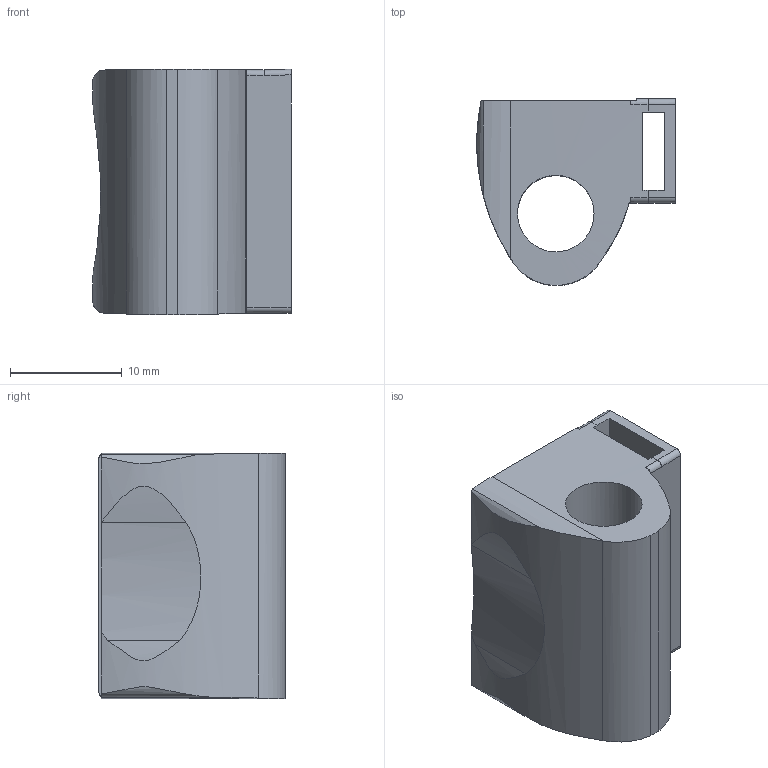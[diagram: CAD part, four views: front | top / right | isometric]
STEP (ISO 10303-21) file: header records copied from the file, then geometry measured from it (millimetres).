
FILE_DESCRIPTION(/* description */ (''),/* implementation_level */ '2;1');
FILE_NAME(/* name */ '940ddfb3-e3af-4080-8fb2-9d463b5cf946.stp',/* time_stamp */ '2022-03-10T07:47:19+00:00',/* author */ (''),/* organization */ (''),/* preprocessor_version */ 'ST-DEVELOPER v18.1',/* originating_system */ 'Autodesk Translation Framework v10.14.0.1471',/* authorisation */ '');
FILE_SCHEMA (('AUTOMOTIVE_DESIGN { 1 0 10303 214 3 1 1 }'));
Length unit declared in the file: millimetre
Products named in the file (1): Ring_Index_Desk
Bounding box: 17.78 x 16.71 x 22.01 mm (x, y, z)
Volume: 3874.5 mm3; surface area: 2553.8 mm2
Topology: 1 solids, 1 shells, 40 faces, 116 edges, 75 vertices
Faces by surface type: cylinder 16, plane 14, torus 7, bspline 3
Full cylindrical faces by diameter (mm): 6.853 x1
Entity records: 1566 total; most frequent: CARTESIAN_POINT 538, ORIENTED_EDGE 224, DIRECTION 193, EDGE_CURVE 112, AXIS2_PLACEMENT_3D 77, VERTEX_POINT 74, EDGE_LOOP 42, CIRCLE 39
